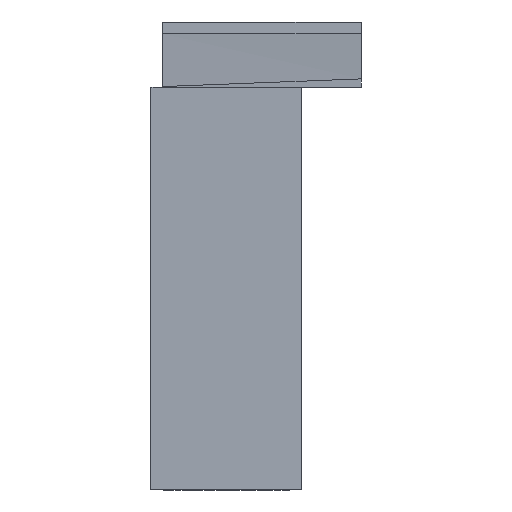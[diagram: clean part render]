
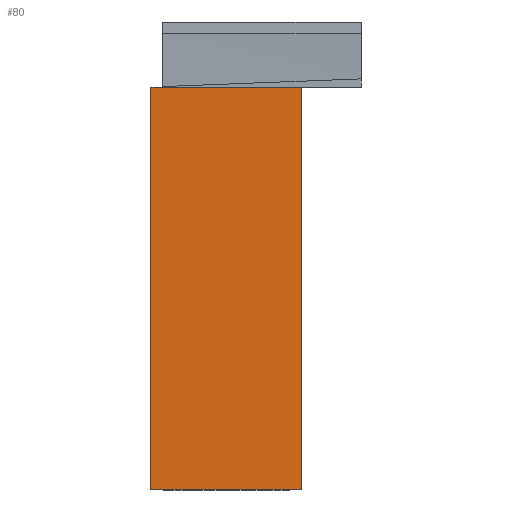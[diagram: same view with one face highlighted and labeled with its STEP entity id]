
A CAD part, left-side view. The second image highlights one B-rep face of the part: STEP entity #80.
In plain terms, the highlighted planar face has unit normal (-1, 0, 0).
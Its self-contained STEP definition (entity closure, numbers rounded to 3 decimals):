
#11 = CARTESIAN_POINT ( 'NONE',  ( -4.375, 1., -6.8 ) ) ;
#70 = LINE ( 'NONE', #1068, #958 ) ;
#80 = ADVANCED_FACE ( 'NONE', ( #135 ), #482, .F. ) ;
#91 = LINE ( 'NONE', #1005, #681 ) ;
#93 = CARTESIAN_POINT ( 'NONE',  ( -4.375, 3.55, -6.8 ) ) ;
#135 = FACE_OUTER_BOUND ( 'NONE', #139, .T. ) ;
#138 = DIRECTION ( 'NONE',  ( 0., 0., -1. ) ) ;
#139 = EDGE_LOOP ( 'NONE', ( #656, #235, #640, #185, #792 ) ) ;
#177 = LINE ( 'NONE', #503, #954 ) ;
#185 = ORIENTED_EDGE ( 'NONE', *, *, #725, .F. ) ;
#235 = ORIENTED_EDGE ( 'NONE', *, *, #773, .T. ) ;
#282 = AXIS2_PLACEMENT_3D ( 'NONE', #974, #963, #138 ) ;
#350 = DIRECTION ( 'NONE',  ( 0., 0., 1. ) ) ;
#355 = DIRECTION ( 'NONE',  ( 0., 1., 0. ) ) ;
#394 = EDGE_CURVE ( 'NONE', #731, #747, #438, .T. ) ;
#409 = DIRECTION ( 'NONE',  ( 0., 1., 0. ) ) ;
#417 = CARTESIAN_POINT ( 'NONE',  ( -4.375, 3.55, 0. ) ) ;
#438 = LINE ( 'NONE', #93, #999 ) ;
#447 = CARTESIAN_POINT ( 'NONE',  ( -4.375, 3.35, 0. ) ) ;
#482 = PLANE ( 'NONE',  #282 ) ;
#503 = CARTESIAN_POINT ( 'NONE',  ( -4.375, 3.55, 0. ) ) ;
#544 = VECTOR ( 'NONE', #350, 1000. ) ;
#640 = ORIENTED_EDGE ( 'NONE', *, *, #394, .F. ) ;
#656 = ORIENTED_EDGE ( 'NONE', *, *, #840, .T. ) ;
#681 = VECTOR ( 'NONE', #1021, 1000. ) ;
#718 = CARTESIAN_POINT ( 'NONE',  ( -4.375, 1., 0. ) ) ;
#725 = EDGE_CURVE ( 'NONE', #904, #731, #70, .T. ) ;
#731 = VERTEX_POINT ( 'NONE', #1073 ) ;
#747 = VERTEX_POINT ( 'NONE', #417 ) ;
#773 = EDGE_CURVE ( 'NONE', #902, #747, #177, .T. ) ;
#792 = ORIENTED_EDGE ( 'NONE', *, *, #882, .T. ) ;
#840 = EDGE_CURVE ( 'NONE', #1050, #902, #91, .T. ) ;
#844 = LINE ( 'NONE', #11, #544 ) ;
#882 = EDGE_CURVE ( 'NONE', #904, #1050, #844, .T. ) ;
#902 = VERTEX_POINT ( 'NONE', #447 ) ;
#904 = VERTEX_POINT ( 'NONE', #1036 ) ;
#927 = DIRECTION ( 'NONE',  ( 0., 0., 1. ) ) ;
#954 = VECTOR ( 'NONE', #355, 1000. ) ;
#958 = VECTOR ( 'NONE', #409, 1000. ) ;
#963 = DIRECTION ( 'NONE',  ( 1., 0., 0. ) ) ;
#974 = CARTESIAN_POINT ( 'NONE',  ( -4.375, 3.55, -6.8 ) ) ;
#999 = VECTOR ( 'NONE', #927, 1000. ) ;
#1005 = CARTESIAN_POINT ( 'NONE',  ( -4.375, 3.55, 0. ) ) ;
#1021 = DIRECTION ( 'NONE',  ( 0., 1., 0. ) ) ;
#1036 = CARTESIAN_POINT ( 'NONE',  ( -4.375, 1., -6.8 ) ) ;
#1050 = VERTEX_POINT ( 'NONE', #718 ) ;
#1068 = CARTESIAN_POINT ( 'NONE',  ( -4.375, 3.55, -6.8 ) ) ;
#1073 = CARTESIAN_POINT ( 'NONE',  ( -4.375, 3.55, -6.8 ) ) ;
